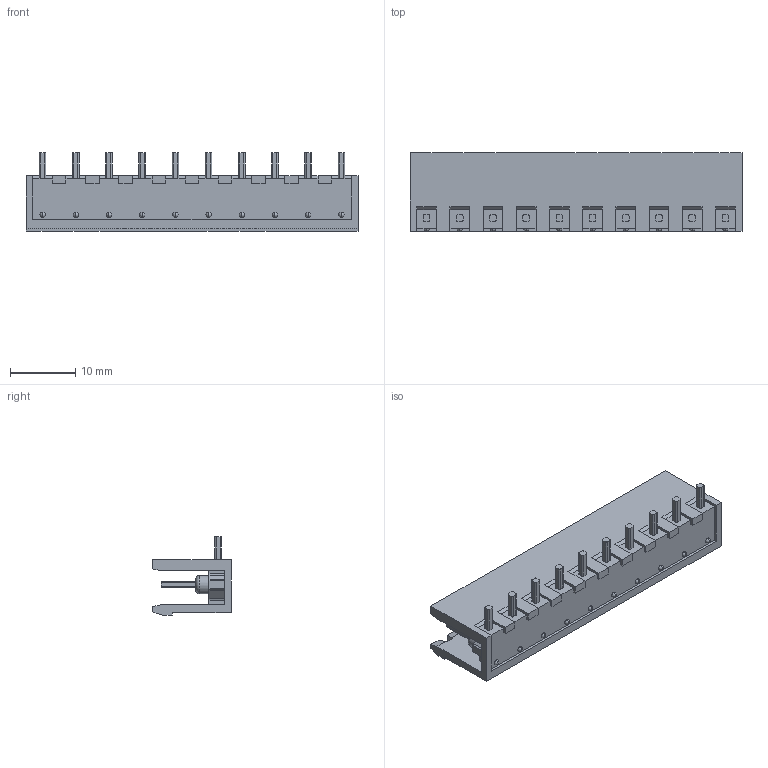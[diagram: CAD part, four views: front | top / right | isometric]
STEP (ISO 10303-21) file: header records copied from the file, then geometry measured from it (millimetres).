
FILE_DESCRIPTION(('STEP AP203'),'1');
FILE_NAME('20020109h101a01lf.stp','2016-03-10T14:54:11',('TraceParts'),('TraceParts S.A.'),'Spatial InterOp 3D',' ',' ');
FILE_SCHEMA(('CONFIG_CONTROL_DESIGN'));
Length unit declared in the file: millimetre
Products named in the file (1): 1
Bounding box: 50.8 x 12 x 11.99 mm (x, y, z)
Volume: 2148.1 mm3; surface area: 4079.3 mm2
Topology: 1 solids, 1 shells, 646 faces, 1782 edges, 1158 vertices
Faces by surface type: plane 386, cylinder 190, torus 40, sphere 20, cone 10
Entity records: 20566 total; most frequent: CARTESIAN_POINT 3677, DIRECTION 3584, ORIENTED_EDGE 3524, EDGE_CURVE 1762, AXIS2_PLACEMENT_3D 1197, LINE 1190, VECTOR 1190, VERTEX_POINT 1158
